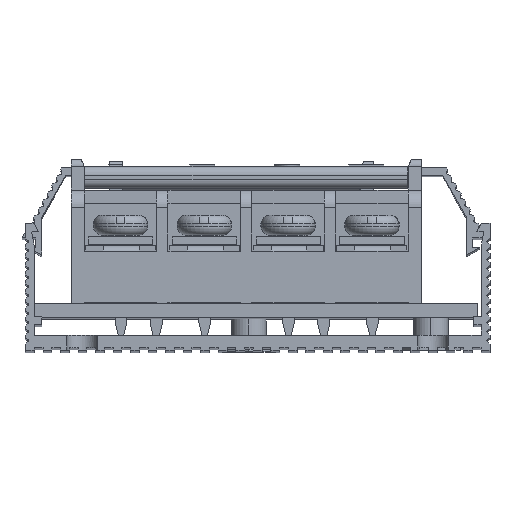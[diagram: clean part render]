
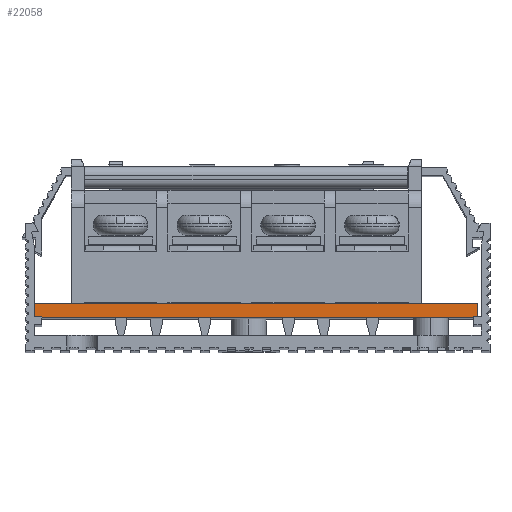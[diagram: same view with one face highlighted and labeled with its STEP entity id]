
A CAD part, top view. The second image highlights one B-rep face of the part: STEP entity #22058.
In plain terms, the highlighted planar face has unit normal (0, 0, 1).
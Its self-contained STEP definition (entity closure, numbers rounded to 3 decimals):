
#176 = DIRECTION ( 'NONE',  ( 0., -1., 0. ) ) ;
#1270 = AXIS2_PLACEMENT_3D ( 'NONE', #5083, #81297, #62606 ) ;
#4665 = FACE_OUTER_BOUND ( 'NONE', #22767, .T. ) ;
#5083 = CARTESIAN_POINT ( 'NONE',  ( -255.811, 1.5, 628.283 ) ) ;
#5909 = CARTESIAN_POINT ( 'NONE',  ( -205.211, 1.5, 628.283 ) ) ;
#11494 = CARTESIAN_POINT ( 'NONE',  ( -255.811, 1.5, 628.283 ) ) ;
#18856 = LINE ( 'NONE', #39321, #30659 ) ;
#20785 = EDGE_CURVE ( 'NONE', #71603, #55751, #81732, .T. ) ;
#22058 = ADVANCED_FACE ( 'NONE', ( #4665 ), #48529, .F. ) ;
#22136 = EDGE_CURVE ( 'NONE', #76687, #55751, #18856, .T. ) ;
#22767 = EDGE_LOOP ( 'NONE', ( #71835, #54836, #44751, #31977 ) ) ;
#26637 = VECTOR ( 'NONE', #74275, 1000. ) ;
#27804 = CARTESIAN_POINT ( 'NONE',  ( -205.211, 0., 628.283 ) ) ;
#29156 = VECTOR ( 'NONE', #56782, 1000. ) ;
#29857 = EDGE_CURVE ( 'NONE', #60302, #71603, #57513, .T. ) ;
#30659 = VECTOR ( 'NONE', #63410, 1000. ) ;
#31977 = ORIENTED_EDGE ( 'NONE', *, *, #77464, .T. ) ;
#35600 = CARTESIAN_POINT ( 'NONE',  ( -205.211, 1.5, 628.283 ) ) ;
#39321 = CARTESIAN_POINT ( 'NONE',  ( -255.811, 0., 628.283 ) ) ;
#43660 = LINE ( 'NONE', #68967, #53826 ) ;
#44751 = ORIENTED_EDGE ( 'NONE', *, *, #29857, .F. ) ;
#48529 = PLANE ( 'NONE',  #1270 ) ;
#48560 = CARTESIAN_POINT ( 'NONE',  ( -255.811, 1.5, 628.283 ) ) ;
#53826 = VECTOR ( 'NONE', #176, 1000. ) ;
#54836 = ORIENTED_EDGE ( 'NONE', *, *, #20785, .F. ) ;
#55751 = VERTEX_POINT ( 'NONE', #27804 ) ;
#56782 = DIRECTION ( 'NONE',  ( 0., -1., 0. ) ) ;
#57513 = LINE ( 'NONE', #48560, #26637 ) ;
#60302 = VERTEX_POINT ( 'NONE', #11494 ) ;
#62606 = DIRECTION ( 'NONE',  ( -1., 0., 0. ) ) ;
#63392 = CARTESIAN_POINT ( 'NONE',  ( -255.811, 0., 628.283 ) ) ;
#63410 = DIRECTION ( 'NONE',  ( 1., 0., 0. ) ) ;
#68967 = CARTESIAN_POINT ( 'NONE',  ( -255.811, 1.5, 628.283 ) ) ;
#71603 = VERTEX_POINT ( 'NONE', #35600 ) ;
#71835 = ORIENTED_EDGE ( 'NONE', *, *, #22136, .T. ) ;
#74275 = DIRECTION ( 'NONE',  ( 1., 0., 0. ) ) ;
#76687 = VERTEX_POINT ( 'NONE', #63392 ) ;
#77464 = EDGE_CURVE ( 'NONE', #60302, #76687, #43660, .T. ) ;
#81297 = DIRECTION ( 'NONE',  ( 0., 0., -1. ) ) ;
#81732 = LINE ( 'NONE', #5909, #29156 ) ;
